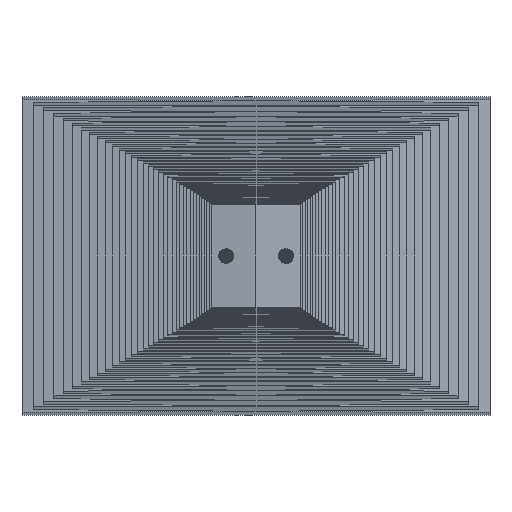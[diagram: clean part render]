
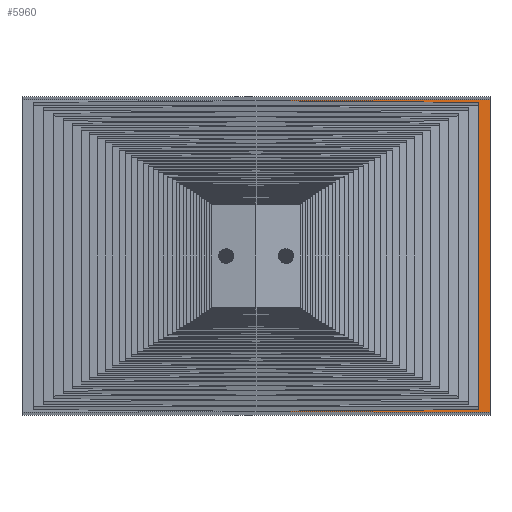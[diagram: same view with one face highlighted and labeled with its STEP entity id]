
A CAD part, left-side view. The second image highlights one B-rep face of the part: STEP entity #5960.
In plain terms, the highlighted planar face has unit normal (-0.993, -0.116, 0).
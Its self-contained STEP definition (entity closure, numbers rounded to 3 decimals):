
#231=FACE_BOUND('',#876,.T.);
#369=ELLIPSE('',#6358,0.252,0.25);
#520=FACE_OUTER_BOUND('',#875,.T.);
#875=EDGE_LOOP('',(#4070,#4071,#4072,#4073));
#876=EDGE_LOOP('',(#4074));
#1361=LINE('',#8320,#1988);
#1367=LINE('',#8333,#1994);
#1372=LINE('',#8389,#1999);
#1373=LINE('',#8391,#2000);
#1988=VECTOR('',#6807,10.);
#1994=VECTOR('',#6815,10.);
#1999=VECTOR('',#6834,10.);
#2000=VECTOR('',#6837,10.);
#2613=VERTEX_POINT('',#8317);
#2614=VERTEX_POINT('',#8319);
#2619=VERTEX_POINT('',#8330);
#2620=VERTEX_POINT('',#8332);
#2623=VERTEX_POINT('',#8362);
#3179=EDGE_CURVE('',#2613,#2614,#1361,.T.);
#3185=EDGE_CURVE('',#2619,#2620,#1367,.T.);
#3193=EDGE_CURVE('',#2623,#2623,#369,.T.);
#3196=EDGE_CURVE('',#2619,#2614,#1372,.T.);
#3197=EDGE_CURVE('',#2613,#2620,#1373,.T.);
#4070=ORIENTED_EDGE('',*,*,#3179,.F.);
#4071=ORIENTED_EDGE('',*,*,#3197,.T.);
#4072=ORIENTED_EDGE('',*,*,#3185,.F.);
#4073=ORIENTED_EDGE('',*,*,#3196,.T.);
#4074=ORIENTED_EDGE('',*,*,#3193,.T.);
#5677=PLANE('',#6361);
#5960=ADVANCED_FACE('',(#520,#231),#5677,.F.);
#6358=AXIS2_PLACEMENT_3D('',#8365,#6828,#6829);
#6361=AXIS2_PLACEMENT_3D('',#8390,#6835,#6836);
#6807=DIRECTION('',(0.116,-0.993,0.002));
#6815=DIRECTION('',(-0.116,0.993,0.002));
#6828=DIRECTION('center_axis',(0.993,0.116,0.));
#6829=DIRECTION('ref_axis',(-0.116,0.993,0.));
#6834=DIRECTION('',(0.,0.,1.));
#6835=DIRECTION('center_axis',(0.993,0.116,0.));
#6836=DIRECTION('ref_axis',(-0.116,0.993,0.));
#6837=DIRECTION('',(0.,0.,-1.));
#8317=CARTESIAN_POINT('',(203.483,0.,5.245));
#8319=CARTESIAN_POINT('',(204.404,-7.88,5.261));
#8320=CARTESIAN_POINT('',(201.897,13.566,5.218));
#8330=CARTESIAN_POINT('',(204.404,-7.88,-5.261));
#8332=CARTESIAN_POINT('',(203.483,0.,-5.245));
#8333=CARTESIAN_POINT('',(203.99,-4.34,-5.254));
#8362=CARTESIAN_POINT('',(204.053,-4.877,0.25));
#8365=CARTESIAN_POINT('Origin',(204.053,-4.877,0.));
#8389=CARTESIAN_POINT('',(204.404,-7.88,0.));
#8390=CARTESIAN_POINT('Origin',(204.404,-7.88,0.));
#8391=CARTESIAN_POINT('',(203.483,0.,0.));
